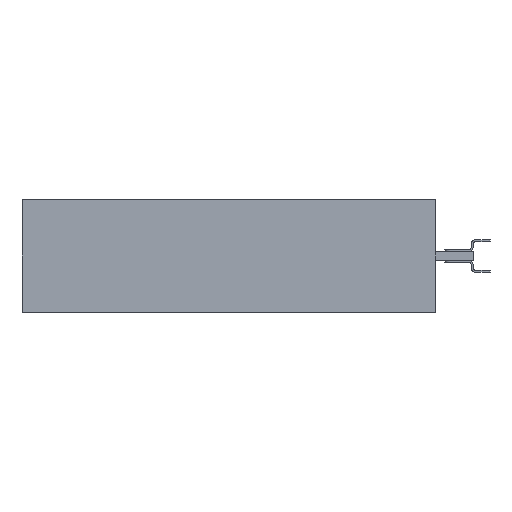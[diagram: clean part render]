
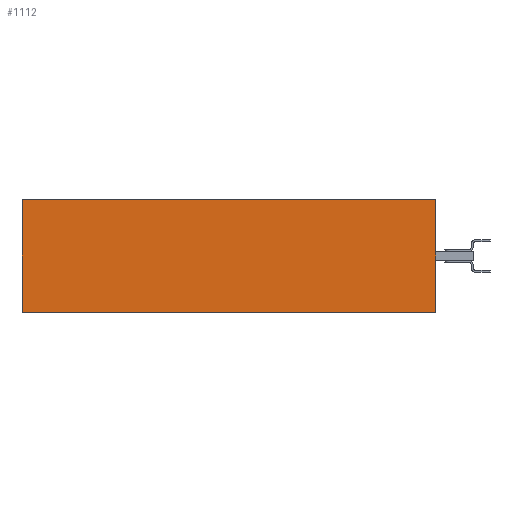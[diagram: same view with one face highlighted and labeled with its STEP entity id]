
A CAD part, front view. The second image highlights one B-rep face of the part: STEP entity #1112.
In plain terms, the highlighted planar face has unit normal (0, -1, 0).
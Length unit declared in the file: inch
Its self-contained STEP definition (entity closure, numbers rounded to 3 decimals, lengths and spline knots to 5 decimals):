
#174=FACE_OUTER_BOUND('',#236,.T.);
#236=EDGE_LOOP('',(#780,#781,#782,#783));
#337=LINE('',#1710,#430);
#338=LINE('',#1712,#431);
#339=LINE('',#1714,#432);
#340=LINE('',#1715,#433);
#430=VECTOR('',#1359,22.);
#431=VECTOR('',#1360,6.);
#432=VECTOR('',#1361,22.);
#433=VECTOR('',#1362,6.);
#523=VERTEX_POINT('',#1708);
#524=VERTEX_POINT('',#1709);
#525=VERTEX_POINT('',#1711);
#526=VERTEX_POINT('',#1713);
#631=EDGE_CURVE('',#523,#524,#337,.T.);
#632=EDGE_CURVE('',#524,#525,#338,.T.);
#633=EDGE_CURVE('',#525,#526,#339,.T.);
#634=EDGE_CURVE('',#526,#523,#340,.T.);
#780=ORIENTED_EDGE('',*,*,#631,.T.);
#781=ORIENTED_EDGE('',*,*,#632,.T.);
#782=ORIENTED_EDGE('',*,*,#633,.T.);
#783=ORIENTED_EDGE('',*,*,#634,.T.);
#1078=PLANE('',#1224);
#1112=ADVANCED_FACE('',(#174),#1078,.F.);
#1224=AXIS2_PLACEMENT_3D('',#1707,#1357,#1358);
#1357=DIRECTION('center_axis',(0.,1.,0.));
#1358=DIRECTION('ref_axis',(1.,0.,0.));
#1359=DIRECTION('',(-1.,0.,0.));
#1360=DIRECTION('',(0.,0.,-1.));
#1361=DIRECTION('',(1.,0.,0.));
#1362=DIRECTION('',(0.,0.,1.));
#1707=CARTESIAN_POINT('Origin',(0.,0.,0.));
#1708=CARTESIAN_POINT('',(22.,0.,3.));
#1709=CARTESIAN_POINT('',(0.,0.,3.));
#1710=CARTESIAN_POINT('',(22.,0.,3.));
#1711=CARTESIAN_POINT('',(0.,0.,-3.));
#1712=CARTESIAN_POINT('',(0.,0.,3.));
#1713=CARTESIAN_POINT('',(22.,0.,-3.));
#1714=CARTESIAN_POINT('',(0.,0.,-3.));
#1715=CARTESIAN_POINT('',(22.,0.,-3.));
